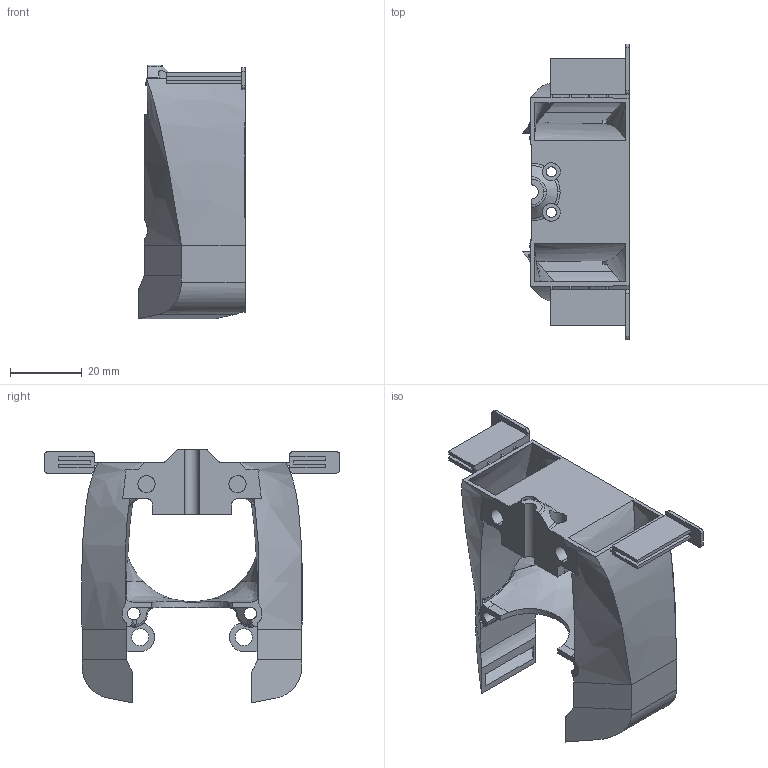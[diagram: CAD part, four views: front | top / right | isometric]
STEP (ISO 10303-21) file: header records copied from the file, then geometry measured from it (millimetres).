
FILE_DESCRIPTION (( 'STEP AP214' ), '1' );
FILE_NAME ('The Warbird Volcano - dragon.STEP', '2022-07-06T15:59:44', ( '' ), ( '' ), 'SwSTEP 2.0', 'SolidWorks 2019', '' );
FILE_SCHEMA (( 'AUTOMOTIVE_DESIGN' ));
Length unit declared in the file: millimetre
Products named in the file (1): The Warbird Volcano - dragon
Bounding box: 29.74 x 82.48 x 70.82 mm (x, y, z)
Volume: 22506.6 mm3; surface area: 27902 mm2
Topology: 1 solids, 3 shells, 373 faces, 1120 edges, 744 vertices
Faces by surface type: plane 181, cylinder 93, bspline 91, cone 8
Entity records: 25598 total; most frequent: CARTESIAN_POINT 13032, ORIENTED_EDGE 2240, DIRECTION 1131, EDGE_CURVE 1120, VERTEX_POINT 744, B_SPLINE_CURVE_WITH_KNOTS 605, VECTOR 453, LINE 453
